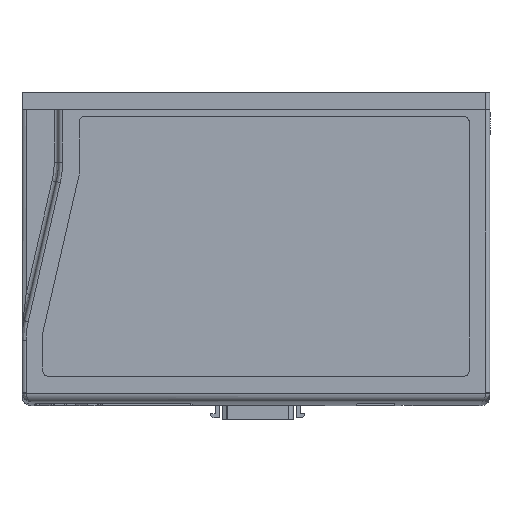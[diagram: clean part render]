
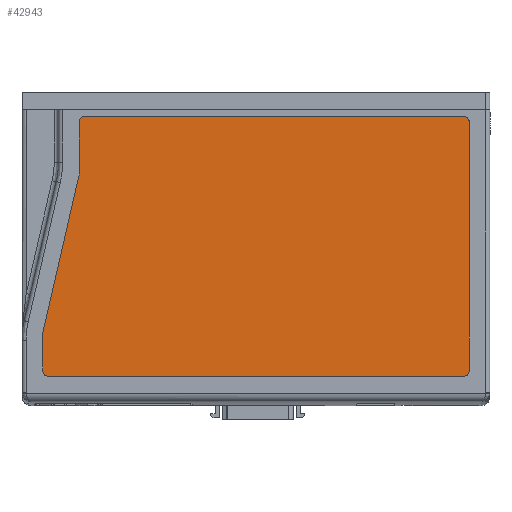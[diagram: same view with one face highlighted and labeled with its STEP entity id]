
A CAD part, front view. The second image highlights one B-rep face of the part: STEP entity #42943.
In plain terms, the highlighted face is planar.
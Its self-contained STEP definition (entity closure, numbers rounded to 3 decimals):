
#42943 = ADVANCED_FACE ( 'NONE', ( #70703 ), #55131, .T. ) ;
#43812 = ORIENTED_EDGE ( 'NONE', *, *, #45336, .T. ) ;
#43814 = ORIENTED_EDGE ( 'NONE', *, *, #45352, .T. ) ;
#43815 = ORIENTED_EDGE ( 'NONE', *, *, #45354, .T. ) ;
#43816 = ORIENTED_EDGE ( 'NONE', *, *, #45333, .T. ) ;
#43817 = ORIENTED_EDGE ( 'NONE', *, *, #45338, .T. ) ;
#43818 = ORIENTED_EDGE ( 'NONE', *, *, #45340, .T. ) ;
#43819 = ORIENTED_EDGE ( 'NONE', *, *, #45342, .T. ) ;
#43820 = ORIENTED_EDGE ( 'NONE', *, *, #45344, .T. ) ;
#43821 = ORIENTED_EDGE ( 'NONE', *, *, #45346, .T. ) ;
#43822 = ORIENTED_EDGE ( 'NONE', *, *, #45348, .T. ) ;
#43823 = ORIENTED_EDGE ( 'NONE', *, *, #45350, .T. ) ;
#45333 = EDGE_CURVE ( 'NONE', #62275, #62274, #48590, .T. ) ;
#45336 = EDGE_CURVE ( 'NONE', #62274, #62276, #56976, .T. ) ;
#45338 = EDGE_CURVE ( 'NONE', #62276, #62277, #48594, .T. ) ;
#45340 = EDGE_CURVE ( 'NONE', #62277, #62278, #56988, .T. ) ;
#45342 = EDGE_CURVE ( 'NONE', #62278, #62279, #48597, .T. ) ;
#45344 = EDGE_CURVE ( 'NONE', #62279, #62280, #56998, .T. ) ;
#45346 = EDGE_CURVE ( 'NONE', #62280, #61941, #48600, .T. ) ;
#45348 = EDGE_CURVE ( 'NONE', #61941, #61942, #57005, .T. ) ;
#45350 = EDGE_CURVE ( 'NONE', #61942, #61943, #48603, .T. ) ;
#45352 = EDGE_CURVE ( 'NONE', #61943, #61944, #48605, .T. ) ;
#45354 = EDGE_CURVE ( 'NONE', #61944, #62275, #57028, .T. ) ;
#46626 = EDGE_LOOP ( 'NONE', ( #43814, #43815, #43816, #43812, #43817, #43818, #43819, #43820, #43821, #43822, #43823 ) ) ;
#48590 = LINE ( 'NONE', #50456, #56974 ) ;
#48594 = LINE ( 'NONE', #50469, #56986 ) ;
#48597 = LINE ( 'NONE', #50478, #56997 ) ;
#48600 = LINE ( 'NONE', #50487, #57009 ) ;
#48603 = LINE ( 'NONE', #50496, #57020 ) ;
#48605 = LINE ( 'NONE', #50500, #57026 ) ;
#50456 = CARTESIAN_POINT ( 'NONE',  ( 60., 31., -8.5 ) ) ;
#50457 = DIRECTION ( 'NONE',  ( 1., 0., 0. ) ) ;
#50464 = CARTESIAN_POINT ( 'NONE',  ( 60., 31., -10. ) ) ;
#50465 = DIRECTION ( 'NONE',  ( 0., 1., 0. ) ) ;
#50466 = DIRECTION ( 'NONE',  ( 0., 0., 1. ) ) ;
#50469 = CARTESIAN_POINT ( 'NONE',  ( 61.5, 31., -10. ) ) ;
#50470 = DIRECTION ( 'NONE',  ( 0., 0., -1. ) ) ;
#50473 = CARTESIAN_POINT ( 'NONE',  ( 60., 31., -81.9 ) ) ;
#50474 = DIRECTION ( 'NONE',  ( 0., 1., 0. ) ) ;
#50475 = DIRECTION ( 'NONE',  ( 0., 0., 1. ) ) ;
#50478 = CARTESIAN_POINT ( 'NONE',  ( 60., 31., -83.4 ) ) ;
#50479 = DIRECTION ( 'NONE',  ( -1., 0., 0. ) ) ;
#50482 = CARTESIAN_POINT ( 'NONE',  ( -49.5, 31., -81.9 ) ) ;
#50483 = DIRECTION ( 'NONE',  ( 0., 1., 0. ) ) ;
#50484 = DIRECTION ( 'NONE',  ( 0., 0., 1. ) ) ;
#50487 = CARTESIAN_POINT ( 'NONE',  ( -51., 31., -10. ) ) ;
#50488 = DIRECTION ( 'NONE',  ( 0., 0., 1. ) ) ;
#50491 = CARTESIAN_POINT ( 'NONE',  ( -56., 31., -67.286 ) ) ;
#50492 = DIRECTION ( 'NONE',  ( 0., -1., 0. ) ) ;
#50493 = DIRECTION ( 'NONE',  ( 0., 0., 1. ) ) ;
#50496 = CARTESIAN_POINT ( 'NONE',  ( -51.127, 31., -66.166 ) ) ;
#50497 = DIRECTION ( 'NONE',  ( -0.224, 0., 0.975 ) ) ;
#50500 = CARTESIAN_POINT ( 'NONE',  ( -61.5, 31., -10. ) ) ;
#50501 = DIRECTION ( 'NONE',  ( 0., 0., 1. ) ) ;
#50504 = CARTESIAN_POINT ( 'NONE',  ( -60., 31., -10. ) ) ;
#50505 = DIRECTION ( 'NONE',  ( 0., 1., 0. ) ) ;
#50506 = DIRECTION ( 'NONE',  ( 0., 0., 1. ) ) ;
#50886 = CARTESIAN_POINT ( 'NONE',  ( -51., 31., -67.286 ) ) ;
#50887 = CARTESIAN_POINT ( 'NONE',  ( -51.127, 31., -66.166 ) ) ;
#50889 = CARTESIAN_POINT ( 'NONE',  ( -61.5, 31., -21.067 ) ) ;
#50891 = CARTESIAN_POINT ( 'NONE',  ( -61.5, 31., -10. ) ) ;
#51444 = CARTESIAN_POINT ( 'NONE',  ( 60., 31., -8.5 ) ) ;
#51446 = CARTESIAN_POINT ( 'NONE',  ( -60., 31., -8.5 ) ) ;
#51448 = CARTESIAN_POINT ( 'NONE',  ( 61.5, 31., -10. ) ) ;
#51450 = CARTESIAN_POINT ( 'NONE',  ( 61.5, 31., -81.9 ) ) ;
#51451 = CARTESIAN_POINT ( 'NONE',  ( 60., 31., -83.4 ) ) ;
#51453 = CARTESIAN_POINT ( 'NONE',  ( -49.5, 31., -83.4 ) ) ;
#51455 = CARTESIAN_POINT ( 'NONE',  ( -51., 31., -81.9 ) ) ;
#55131 = PLANE ( 'NONE',  #55959 ) ;
#55133 = CARTESIAN_POINT ( 'NONE',  ( 60., 31., -10. ) ) ;
#55135 = DIRECTION ( 'NONE',  ( 0., 1., 0. ) ) ;
#55137 = DIRECTION ( 'NONE',  ( 0., 0., 1. ) ) ;
#55959 = AXIS2_PLACEMENT_3D ( 'NONE', #55133, #55135, #55137 ) ;
#56974 = VECTOR ( 'NONE', #50457, 1000. ) ;
#56976 = CIRCLE ( 'NONE', #56981, 1.5 ) ;
#56981 = AXIS2_PLACEMENT_3D ( 'NONE', #50464, #50465, #50466 ) ;
#56986 = VECTOR ( 'NONE', #50470, 1000. ) ;
#56988 = CIRCLE ( 'NONE', #56992, 1.5 ) ;
#56992 = AXIS2_PLACEMENT_3D ( 'NONE', #50473, #50474, #50475 ) ;
#56997 = VECTOR ( 'NONE', #50479, 1000. ) ;
#56998 = CIRCLE ( 'NONE', #57002, 1.5 ) ;
#57002 = AXIS2_PLACEMENT_3D ( 'NONE', #50482, #50483, #50484 ) ;
#57005 = CIRCLE ( 'NONE', #57013, 5. ) ;
#57009 = VECTOR ( 'NONE', #50488, 1000. ) ;
#57013 = AXIS2_PLACEMENT_3D ( 'NONE', #50491, #50492, #50493 ) ;
#57020 = VECTOR ( 'NONE', #50497, 1000. ) ;
#57026 = VECTOR ( 'NONE', #50501, 1000. ) ;
#57028 = CIRCLE ( 'NONE', #57031, 1.5 ) ;
#57031 = AXIS2_PLACEMENT_3D ( 'NONE', #50504, #50505, #50506 ) ;
#61941 = VERTEX_POINT ( 'NONE', #50886 ) ;
#61942 = VERTEX_POINT ( 'NONE', #50887 ) ;
#61943 = VERTEX_POINT ( 'NONE', #50889 ) ;
#61944 = VERTEX_POINT ( 'NONE', #50891 ) ;
#62274 = VERTEX_POINT ( 'NONE', #51444 ) ;
#62275 = VERTEX_POINT ( 'NONE', #51446 ) ;
#62276 = VERTEX_POINT ( 'NONE', #51448 ) ;
#62277 = VERTEX_POINT ( 'NONE', #51450 ) ;
#62278 = VERTEX_POINT ( 'NONE', #51451 ) ;
#62279 = VERTEX_POINT ( 'NONE', #51453 ) ;
#62280 = VERTEX_POINT ( 'NONE', #51455 ) ;
#70703 = FACE_OUTER_BOUND ( 'NONE', #46626, .T. ) ;
